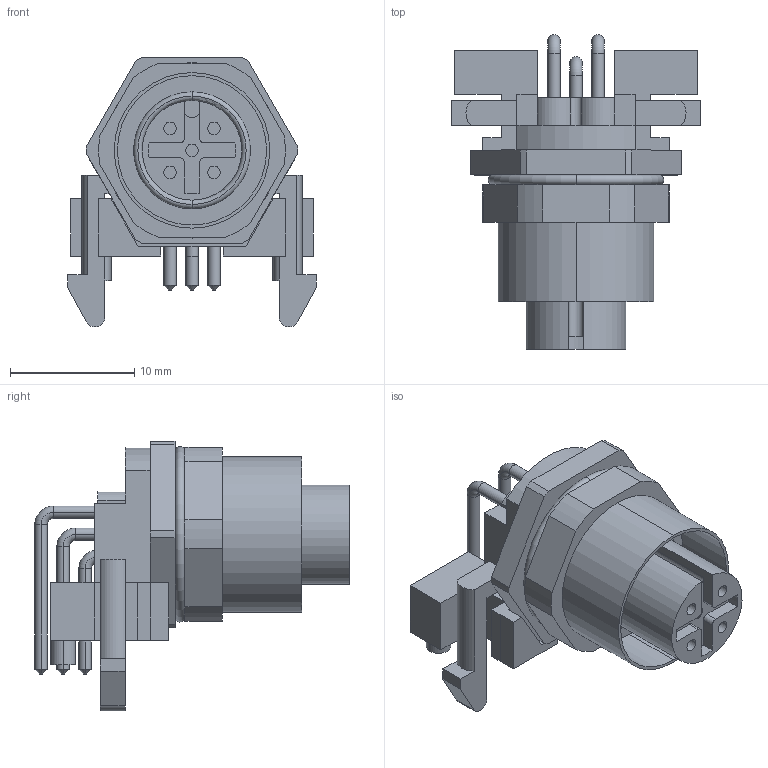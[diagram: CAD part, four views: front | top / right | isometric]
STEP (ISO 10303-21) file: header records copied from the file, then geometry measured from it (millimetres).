
FILE_DESCRIPTION(('SolidDesigner STEP Export'),'2;1');
FILE_NAME('1694240.stp','2009-02-09T17:06:49',(''),(''),'CoCreate Modeling STEP processor for AP214 (Solid Model)','CoCreate Modeling 16.00A 16-Aug-2008 (C) Parametric Technology GmbH','');
FILE_SCHEMA(('AUTOMOTIVE_DESIGN { 1 0 10303 214 1 1 1 1 }'));
Length unit declared in the file: millimetre
Products named in the file (1): 1694240
Bounding box: 20 x 25.27 x 21.7 mm (x, y, z)
Volume: 2556.3 mm3; surface area: 2808.5 mm2
Topology: 1 solids, 1 shells, 248 faces, 632 edges, 408 vertices
Faces by surface type: plane 121, cylinder 100, torus 17, cone 10
Entity records: 8970 total; most frequent: ORIENTED_EDGE 1264, CARTESIAN_POINT 1177, DIRECTION 1150, EDGE_CURVE 632, VERTEX_POINT 408, VECTOR 388, LINE 388, AXIS2_PLACEMENT_3D 381
